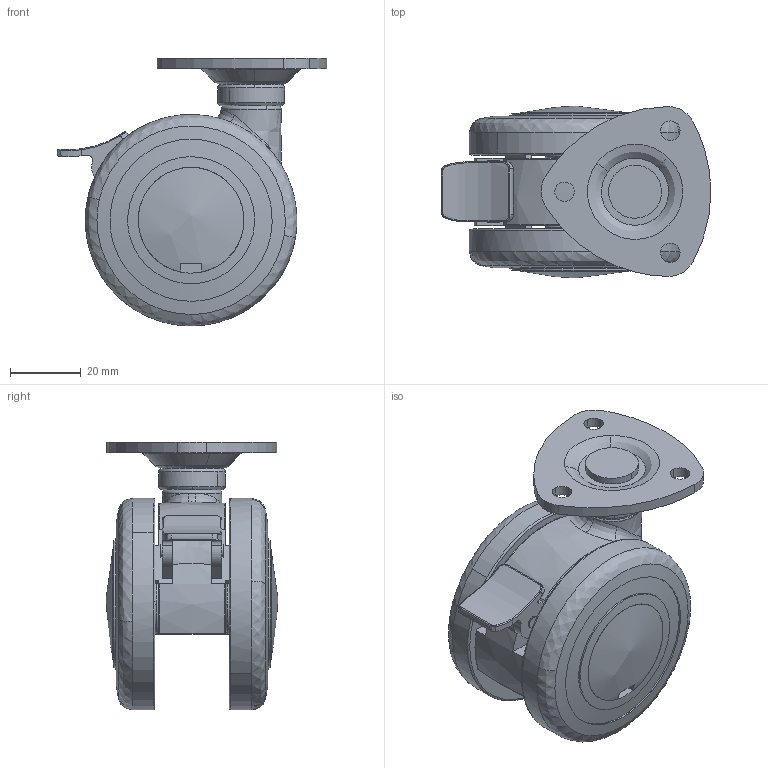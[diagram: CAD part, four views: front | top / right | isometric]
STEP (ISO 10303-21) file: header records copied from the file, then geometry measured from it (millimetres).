
FILE_DESCRIPTION((''),'2;1');
FILE_NAME('','2006-10-31T08:34:09',(''),(''),'','CADfix','');
FILE_SCHEMA(('AUTOMOTIVE_DESIGN'));
Length unit declared in the file: millimetre
Products named in the file (7): wheel_mr; wheel; mounting plate; main shaft; lever; body; e60JS_4345_36
Assembly tree (6 placements, depth 2):
  e60JS_4345_36
    wheel_mr
    wheel
    mounting plate
    main shaft
    lever
    body
Bounding box: 76.5 x 48.78 x 76 mm (x, y, z)
Volume: 91695.6 mm3; surface area: 36802.4 mm2
Topology: 6 solids, 6 shells, 231 faces, 732 edges, 529 vertices
Faces by surface type: bspline 231
Entity records: 11091 total; most frequent: CARTESIAN_POINT 7075, ORIENTED_EDGE 1464, EDGE_CURVE 732, VERTEX_POINT 529, EDGE_LOOP 269, FACE_OUTER_BOUND 231, ADVANCED_FACE 231, QUASI_UNIFORM_CURVE 207
